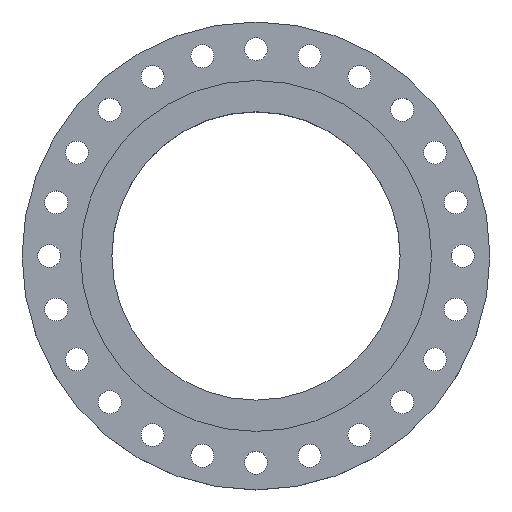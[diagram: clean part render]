
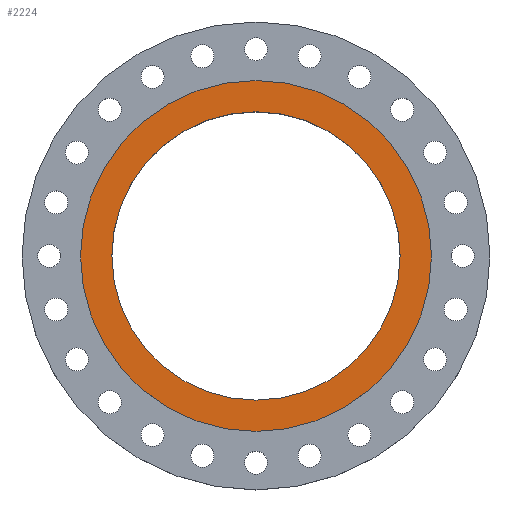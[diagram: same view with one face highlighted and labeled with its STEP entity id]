
A CAD part, top view. The second image highlights one B-rep face of the part: STEP entity #2224.
In plain terms, the highlighted planar face has unit normal (0, 0, 1).
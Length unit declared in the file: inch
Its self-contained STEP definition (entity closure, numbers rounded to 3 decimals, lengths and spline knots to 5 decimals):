
#11 = CIRCLE ( 'NONE', #1345, 10.5 ) ;
#15 = EDGE_LOOP ( 'NONE', ( #1543, #182 ) ) ;
#78 = EDGE_CURVE ( 'NONE', #1266, #572, #2203, .T. ) ;
#139 = DIRECTION ( 'NONE',  ( 1., 0., 0. ) ) ;
#153 = CARTESIAN_POINT ( 'NONE',  ( 0., 8.625, 0. ) ) ;
#182 = ORIENTED_EDGE ( 'NONE', *, *, #1704, .F. ) ;
#267 = CARTESIAN_POINT ( 'NONE',  ( 8.625, 0., 0. ) ) ;
#284 = CARTESIAN_POINT ( 'NONE',  ( 0., 0., 0. ) ) ;
#341 = DIRECTION ( 'NONE',  ( 0., 0., -1. ) ) ;
#348 = AXIS2_PLACEMENT_3D ( 'NONE', #1133, #2199, #1158 ) ;
#510 = DIRECTION ( 'NONE',  ( 0., 0., 1. ) ) ;
#516 = FACE_OUTER_BOUND ( 'NONE', #1479, .T. ) ;
#517 = ORIENTED_EDGE ( 'NONE', *, *, #1501, .T. ) ;
#519 = ORIENTED_EDGE ( 'NONE', *, *, #758, .T. ) ;
#554 = CIRCLE ( 'NONE', #1578, 10.5 ) ;
#572 = VERTEX_POINT ( 'NONE', #1006 ) ;
#628 = CARTESIAN_POINT ( 'NONE',  ( 10.5, 0., 0. ) ) ;
#758 = EDGE_CURVE ( 'NONE', #2087, #1312, #11, .T. ) ;
#865 = DIRECTION ( 'NONE',  ( 1., 0., 0. ) ) ;
#1006 = CARTESIAN_POINT ( 'NONE',  ( -8.625, 0., 0. ) ) ;
#1133 = CARTESIAN_POINT ( 'NONE',  ( 0., 0., 0. ) ) ;
#1158 = DIRECTION ( 'NONE',  ( 1., 0., 0. ) ) ;
#1208 = CIRCLE ( 'NONE', #1395, 8.625 ) ;
#1266 = VERTEX_POINT ( 'NONE', #267 ) ;
#1312 = VERTEX_POINT ( 'NONE', #2269 ) ;
#1336 = CARTESIAN_POINT ( 'NONE',  ( 0., 0., 0. ) ) ;
#1345 = AXIS2_PLACEMENT_3D ( 'NONE', #1775, #510, #139 ) ;
#1395 = AXIS2_PLACEMENT_3D ( 'NONE', #1336, #1505, #1916 ) ;
#1426 = FACE_BOUND ( 'NONE', #15, .T. ) ;
#1479 = EDGE_LOOP ( 'NONE', ( #519, #517 ) ) ;
#1501 = EDGE_CURVE ( 'NONE', #1312, #2087, #554, .T. ) ;
#1505 = DIRECTION ( 'NONE',  ( 0., 0., 1. ) ) ;
#1543 = ORIENTED_EDGE ( 'NONE', *, *, #78, .F. ) ;
#1578 = AXIS2_PLACEMENT_3D ( 'NONE', #284, #2281, #865 ) ;
#1704 = EDGE_CURVE ( 'NONE', #572, #1266, #1208, .T. ) ;
#1741 = AXIS2_PLACEMENT_3D ( 'NONE', #153, #341, #1803 ) ;
#1775 = CARTESIAN_POINT ( 'NONE',  ( 0., 0., 0. ) ) ;
#1790 = PLANE ( 'NONE',  #1741 ) ;
#1803 = DIRECTION ( 'NONE',  ( -1., 0., 0. ) ) ;
#1916 = DIRECTION ( 'NONE',  ( 1., 0., 0. ) ) ;
#2087 = VERTEX_POINT ( 'NONE', #628 ) ;
#2199 = DIRECTION ( 'NONE',  ( 0., 0., 1. ) ) ;
#2203 = CIRCLE ( 'NONE', #348, 8.625 ) ;
#2224 = ADVANCED_FACE ( 'NONE', ( #1426, #516 ), #1790, .F. ) ;
#2269 = CARTESIAN_POINT ( 'NONE',  ( -10.5, 0., 0. ) ) ;
#2281 = DIRECTION ( 'NONE',  ( 0., 0., 1. ) ) ;
